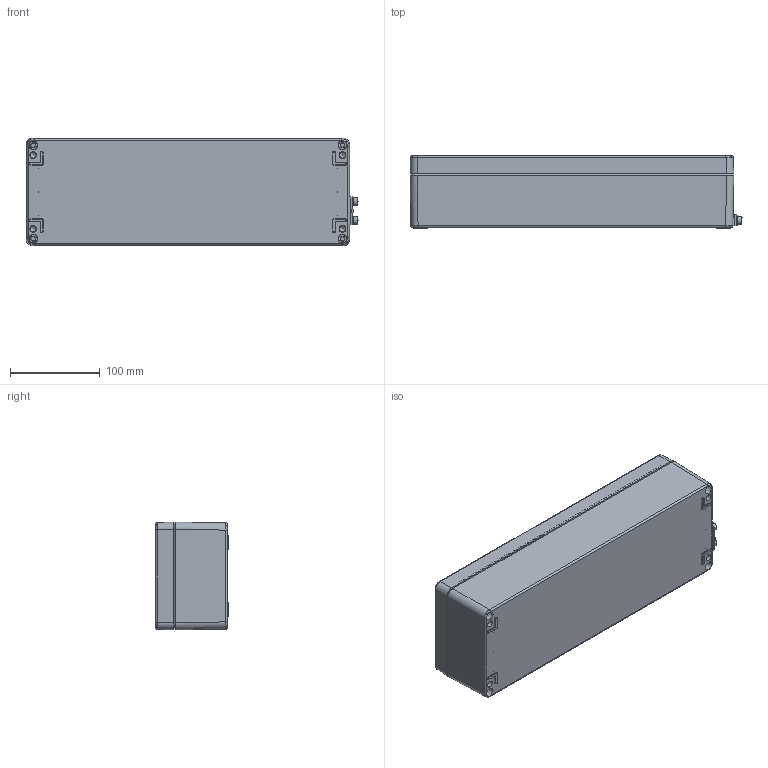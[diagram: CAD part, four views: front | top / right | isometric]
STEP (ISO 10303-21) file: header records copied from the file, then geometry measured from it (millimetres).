
FILE_DESCRIPTION(/* description */ (''),/* implementation_level */ '2;1');
FILE_NAME(/* name */ '15361208000-RST.stp',/* time_stamp */ '2021-09-08T11:17:30+02:00',/* author */ ('sl'),/* organization */ (''),/* preprocessor_version */ 'ST-DEVELOPER v16.5',/* originating_system */ 'Autodesk Inventor 2017',/* authorisation */ '');
FILE_SCHEMA (('AUTOMOTIVE_DESIGN { 1 0 10303 214 3 1 1 }'));
Products named in the file (13): Alu-Ex-Gehäuse-16-BG-0001-15_361208_000; Deckel-Alu-Ex-Gehäuse-16-BG-0002-15_361208_000; Deckel-Alu-Ex-Gehäuse-16-BT-0001-15_361208_000; Dichtlippe-Alu-Ex-Gehäuse-16-BT-0003-15_361208_000; UT-Alu-Ex-Gehäuse-16-BG-0003-15_361208_000; Dop-Erdungsschraube1; Dop-Erdungsschraube-Teil1; Dop-Erdungsschraube-Teil6; Dop-Erdungsschraube-Teil5; Dop-Erdungsschraube-Teil7; Erdung92081; UT-Alu-Ex-Gehäuse-16-BT-0002-15_361208_000; SchraubeM6x25-10
Assembly tree (20 placements, depth 4):
  Alu-Ex-Gehäuse-16-BG-0001-15_361208_000
    Deckel-Alu-Ex-Gehäuse-16-BG-0002-15_361208_000
      Deckel-Alu-Ex-Gehäuse-16-BT-0001-15_361208_000
      Dichtlippe-Alu-Ex-Gehäuse-16-BT-0003-15_361208_000
    UT-Alu-Ex-Gehäuse-16-BG-0003-15_361208_000
      Dop-Erdungsschraube1
        Dop-Erdungsschraube-Teil1
        Dop-Erdungsschraube-Teil5  x2
        Dop-Erdungsschraube-Teil6
        Dop-Erdungsschraube-Teil7  x2
      Erdung92081  x4
      UT-Alu-Ex-Gehäuse-16-BT-0002-15_361208_000
    SchraubeM6x25-10  x4
Bounding box: 369.19 x 81 x 120 mm (x, y, z)
Volume: 731597.6 mm3; surface area: 346503.6 mm2
Topology: 17 solids, 17 shells, 1020 faces, 2463 edges, 1522 vertices
Faces by surface type: plane 422, cylinder 240, bspline 232, cone 84, torus 42
Full cylindrical faces by diameter (mm): 1.8 x1, 1.9 x1, 4.7 x4, 5 x18, 5.3 x4, 5.95 x1, 6 x4, 6.15 x1, 6.5 x4, 8 x4, 8.5 x2, 10 x2
Entity records: 40193 total; most frequent: CARTESIAN_POINT 22034, ORIENTED_EDGE 3786, DIRECTION 3337, EDGE_CURVE 1893, AXIS2_PLACEMENT_3D 1209, VERTEX_POINT 1206, EDGE_LOOP 1011, LINE 919
